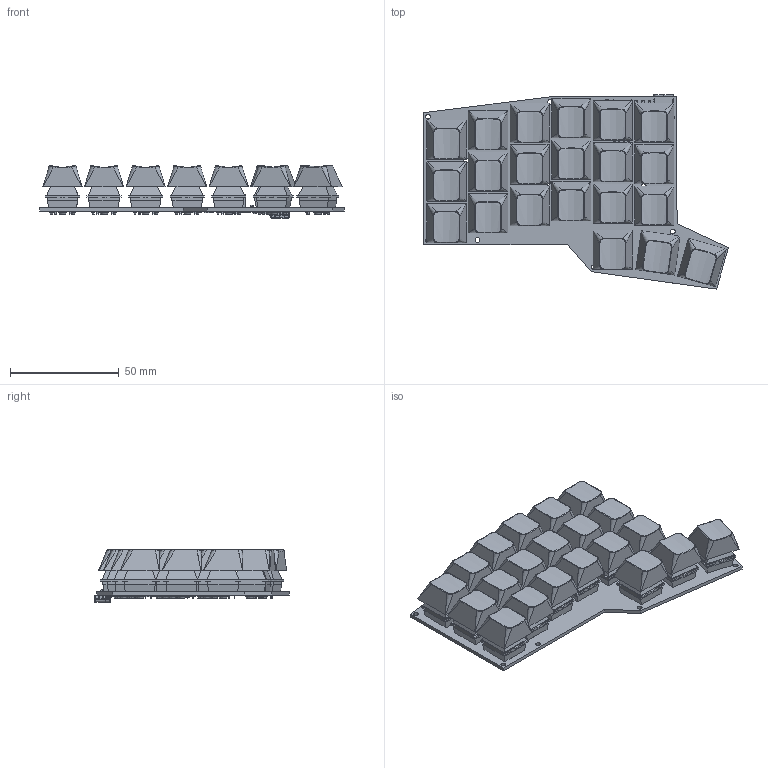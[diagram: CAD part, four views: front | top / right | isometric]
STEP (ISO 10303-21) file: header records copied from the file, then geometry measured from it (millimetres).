
FILE_DESCRIPTION(('KiCad electronic assembly'),'2;1');
FILE_NAME('benboard.step','2024-08-22T19:31:56',('Pcbnew'),('Kicad'), 'Open CASCADE STEP processor 7.7','KiCad to STEP converter','Unknown' );
FILE_SCHEMA(('AUTOMOTIVE_DESIGN { 1 0 10303 214 1 1 1 1 }'));
Length unit declared in the file: millimetre
Products named in the file (26): benboard 1; cherry mx; 09EDEC74-1FCF-4F9F-8741-5FB57C5DD93E; cherry_mx_r4_keycap; 374C6C5B-C079-40F1-8654-6178DD41A55E; LED_0805_2012Metric; JST_EH_B2B-EH-A_1x02_P2.50mm_Vertical; JST_B2B_EH_A; C_0603_1608Metric; L_0603_1608Metric; SOT-363_SC-70-6; SOT_363_SC_70_6; R_0603_1608Metric; USB_C_Receptacle_GCT_USB4105-xx-A_16P_TopMnt_Horizontal; USB_C_Receptacle_16P_TopMnt_Horizontal_GCT_USB4105-xx-A; Crystal_SMD_SeikoEpson_FA238V-4Pin_3.2x2.5mm; SOT-143; SOT_143; U.FL_Hirose_U.FL-R-SMT-1_Vertical; benboard_PCB
Assembly tree (103 placements, depth 3):
  benboard 1
    cherry mx  x21
      09EDEC74-1FCF-4F9F-8741-5FB57C5DD93E
    cherry_mx_r4_keycap  x21
      374C6C5B-C079-40F1-8654-6178DD41A55E
    LED_0805_2012Metric  x3
      LED_0805_2012Metric
    JST_EH_B2B-EH-A_1x02_P2.50mm_Vertical
      JST_B2B_EH_A
    C_0603_1608Metric  x27
      C_0603_1608Metric
    L_0603_1608Metric  x7
      L_0603_1608Metric
    SOT-363_SC-70-6
      SOT_363_SC_70_6
    R_0603_1608Metric  x4
      R_0603_1608Metric
    USB_C_Receptacle_GCT_USB4105-xx-A_16P_TopMnt_Horizontal
      USB_C_Receptacle_16P_TopMnt_Horizontal_GCT_USB4105-xx-A
    Crystal_SMD_SeikoEpson_FA238V-4Pin_3.2x2.5mm  x2
      Crystal_SMD_SeikoEpson_FA238V-4Pin_3.2x2.5mm
    SOT-143
      SOT_143
    U.FL_Hirose_U.FL-R-SMT-1_Vertical
      U.FL_Hirose_U.FL-R-SMT-1_Vertical
    benboard_PCB
Bounding box: 140 x 89.21 x 24.27 mm (x, y, z)
Volume: 77374.4 mm3; surface area: 77718.7 mm2
Topology: 126 solids, 126 shells, 5291 faces, 13482 edges, 8681 vertices
Faces by surface type: plane 3662, cylinder 1097, cone 347, bspline 184, sphere 1
Full cylindrical faces by diameter (mm): 0.2 x9, 0.4 x1, 0.5 x2, 0.65 x2, 0.9 x3, 0.991 x3, 1 x2, 1.5 x2, 1.702 x42, 1.8 x1, 1.92 x1, 2 x2, 2.2 x13, 3 x42, 3.988 x21
Entity records: 53873 total; most frequent: CARTESIAN_POINT 8634, ORIENTED_EDGE 7420, DIRECTION 7412, EDGE_CURVE 3710, LINE 2778, VECTOR 2778, VERTEX_POINT 2373, AXIS2_PLACEMENT_3D 2317
